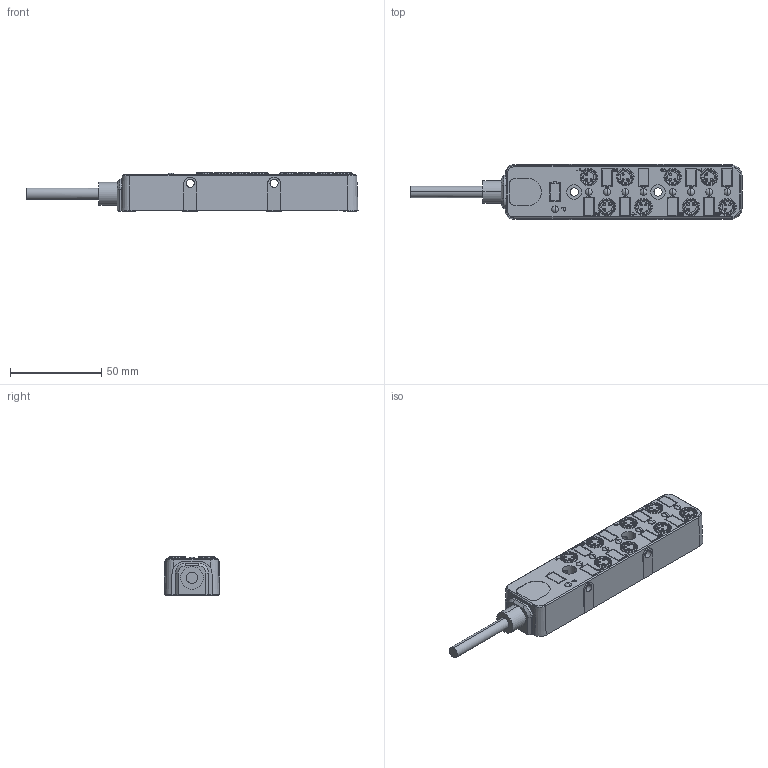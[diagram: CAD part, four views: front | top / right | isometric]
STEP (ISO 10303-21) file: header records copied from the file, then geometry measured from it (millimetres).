
FILE_DESCRIPTION((''),'2;1');
FILE_NAME('ELCO_ESP8-8-2X-X','2024-11-06T16:34:00',('elco'),(''),'CREO PARAMETRIC BY PTC INC, 2022424','CREO PARAMETRIC BY PTC INC, 2022424','');
FILE_SCHEMA(('CONFIG_CONTROL_DESIGN'));
Products named in the file (1): ELCO_ESP8-8-2X-X
Bounding box: 181.99 x 30.4 x 21 mm (x, y, z)
Volume: 73645 mm3; surface area: 23697.1 mm2
Topology: 1 solids, 33 shells, 2964 faces, 8464 edges, 5635 vertices
Faces by surface type: plane 2290, cylinder 462, bspline 96, cone 68, torus 22, sphere 18, extrusion 8
Entity records: 100260 total; most frequent: CARTESIAN_POINT 22844, ORIENTED_EDGE 16844, DIRECTION 14855, EDGE_CURVE 8422, VECTOR 6733, LINE 6725, VERTEX_POINT 5635, AXIS2_PLACEMENT_3D 4061
